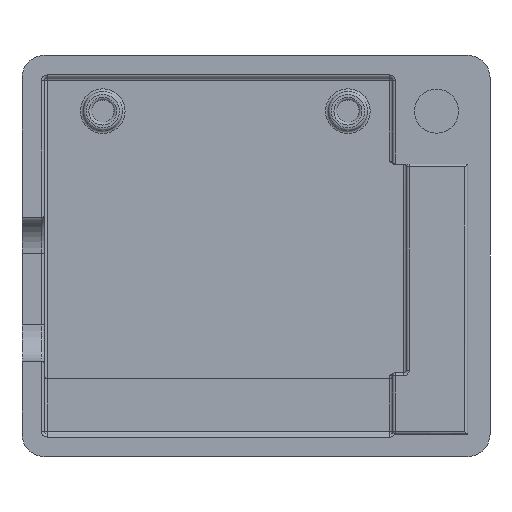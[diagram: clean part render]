
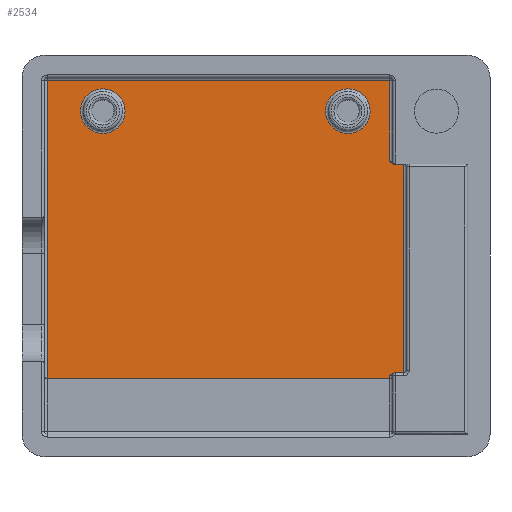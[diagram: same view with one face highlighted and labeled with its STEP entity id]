
A CAD part, front view. The second image highlights one B-rep face of the part: STEP entity #2534.
In plain terms, the highlighted planar face has unit normal (0, -1, 0).
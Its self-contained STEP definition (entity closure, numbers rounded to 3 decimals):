
#68=FACE_BOUND('',#509,.T.);
#69=FACE_BOUND('',#510,.T.);
#80=B_SPLINE_CURVE_WITH_KNOTS('',3,(#3640,#3641,#3642,#3643,#3644,#3645),
 .UNSPECIFIED.,.F.,.F.,(4,2,4),(0.,0.029,0.049),
 .UNSPECIFIED.);
#83=B_SPLINE_CURVE_WITH_KNOTS('',3,(#3812,#3813,#3814,#3815,#3816,#3817),
 .UNSPECIFIED.,.F.,.F.,(4,2,4),(0.126,0.145,0.175),
 .UNSPECIFIED.);
#267=PLANE('',#2773);
#336=FACE_OUTER_BOUND('',#508,.T.);
#508=EDGE_LOOP('',(#1851,#1852,#1853,#1854,#1855,#1856,#1857,#1858,#1859,
#1860));
#509=EDGE_LOOP('',(#1861));
#510=EDGE_LOOP('',(#1862));
#698=CIRCLE('',#2774,2.);
#699=CIRCLE('',#2775,2.);
#771=LINE('',#3564,#891);
#831=LINE('',#3824,#951);
#834=LINE('',#3832,#954);
#835=LINE('',#3834,#955);
#836=LINE('',#3837,#956);
#837=LINE('',#3839,#957);
#838=LINE('',#3841,#958);
#839=LINE('',#3842,#959);
#891=VECTOR('',#2943,10.);
#951=VECTOR('',#3173,10.);
#954=VECTOR('',#3184,10.);
#955=VECTOR('',#3187,10.);
#956=VECTOR('',#3190,10.);
#957=VECTOR('',#3191,10.);
#958=VECTOR('',#3192,10.);
#959=VECTOR('',#3193,10.);
#1017=VERTEX_POINT('',#3550);
#1022=VERTEX_POINT('',#3562);
#1041=VERTEX_POINT('',#3622);
#1047=VERTEX_POINT('',#3638);
#1048=VERTEX_POINT('',#3639);
#1097=VERTEX_POINT('',#3811);
#1099=VERTEX_POINT('',#3822);
#1101=VERTEX_POINT('',#3836);
#1102=VERTEX_POINT('',#3838);
#1103=VERTEX_POINT('',#3840);
#1104=VERTEX_POINT('',#3843);
#1105=VERTEX_POINT('',#3845);
#1262=EDGE_CURVE('',#1017,#1022,#771,.T.);
#1299=EDGE_CURVE('',#1047,#1048,#80,.F.);
#1372=EDGE_CURVE('',#1097,#1022,#83,.F.);
#1376=EDGE_CURVE('',#1099,#1097,#831,.T.);
#1380=EDGE_CURVE('',#1017,#1041,#834,.T.);
#1381=EDGE_CURVE('',#1047,#1041,#835,.T.);
#1382=EDGE_CURVE('',#1101,#1099,#836,.T.);
#1383=EDGE_CURVE('',#1102,#1101,#837,.T.);
#1384=EDGE_CURVE('',#1103,#1102,#838,.T.);
#1385=EDGE_CURVE('',#1048,#1103,#839,.T.);
#1386=EDGE_CURVE('',#1104,#1104,#698,.T.);
#1387=EDGE_CURVE('',#1105,#1105,#699,.T.);
#1851=ORIENTED_EDGE('',*,*,#1380,.F.);
#1852=ORIENTED_EDGE('',*,*,#1262,.T.);
#1853=ORIENTED_EDGE('',*,*,#1372,.F.);
#1854=ORIENTED_EDGE('',*,*,#1376,.F.);
#1855=ORIENTED_EDGE('',*,*,#1382,.F.);
#1856=ORIENTED_EDGE('',*,*,#1383,.F.);
#1857=ORIENTED_EDGE('',*,*,#1384,.F.);
#1858=ORIENTED_EDGE('',*,*,#1385,.F.);
#1859=ORIENTED_EDGE('',*,*,#1299,.F.);
#1860=ORIENTED_EDGE('',*,*,#1381,.T.);
#1861=ORIENTED_EDGE('',*,*,#1386,.F.);
#1862=ORIENTED_EDGE('',*,*,#1387,.F.);
#2534=ADVANCED_FACE('',(#336,#68,#69),#267,.F.);
#2773=AXIS2_PLACEMENT_3D('',#3835,#3188,#3189);
#2774=AXIS2_PLACEMENT_3D('',#3844,#3194,#3195);
#2775=AXIS2_PLACEMENT_3D('',#3846,#3196,#3197);
#2943=DIRECTION('',(-1.,0.,0.));
#3173=DIRECTION('',(0.,0.,-1.));
#3184=DIRECTION('',(0.,0.,-1.));
#3187=DIRECTION('',(1.,0.,0.));
#3188=DIRECTION('center_axis',(0.,1.,0.));
#3189=DIRECTION('ref_axis',(0.,0.,1.));
#3190=DIRECTION('',(1.,0.,0.));
#3191=DIRECTION('',(0.,0.,1.));
#3192=DIRECTION('',(-1.,0.,0.));
#3193=DIRECTION('',(0.,0.,-1.));
#3194=DIRECTION('center_axis',(0.,-1.,0.));
#3195=DIRECTION('ref_axis',(1.,0.,0.));
#3196=DIRECTION('center_axis',(0.,-1.,0.));
#3197=DIRECTION('ref_axis',(1.,0.,0.));
#3550=CARTESIAN_POINT('',(13.25,17.,8.25));
#3562=CARTESIAN_POINT('',(12.433,17.,8.25));
#3564=CARTESIAN_POINT('',(9.5,17.,8.25));
#3622=CARTESIAN_POINT('',(13.25,17.,-10.5));
#3638=CARTESIAN_POINT('',(12.433,17.,-10.5));
#3639=CARTESIAN_POINT('',(12.,17.,-10.75));
#3640=CARTESIAN_POINT('Ctrl Pts',(12.,17.,-10.75));
#3641=CARTESIAN_POINT('Ctrl Pts',(12.069,17.,-10.681));
#3642=CARTESIAN_POINT('Ctrl Pts',(12.154,17.,-10.599));
#3643=CARTESIAN_POINT('Ctrl Pts',(12.296,17.,-10.522));
#3644=CARTESIAN_POINT('Ctrl Pts',(12.369,17.,-10.5));
#3645=CARTESIAN_POINT('Ctrl Pts',(12.433,17.,-10.5));
#3811=CARTESIAN_POINT('',(12.,17.,8.5));
#3812=CARTESIAN_POINT('Ctrl Pts',(12.433,17.,8.25));
#3813=CARTESIAN_POINT('Ctrl Pts',(12.369,17.,8.25));
#3814=CARTESIAN_POINT('Ctrl Pts',(12.296,17.,8.272));
#3815=CARTESIAN_POINT('Ctrl Pts',(12.154,17.,8.349));
#3816=CARTESIAN_POINT('Ctrl Pts',(12.069,17.,8.431));
#3817=CARTESIAN_POINT('Ctrl Pts',(12.,17.,8.5));
#3822=CARTESIAN_POINT('',(12.,17.,15.75));
#3824=CARTESIAN_POINT('',(12.,17.,4.125));
#3832=CARTESIAN_POINT('',(13.25,17.,4.125));
#3834=CARTESIAN_POINT('',(13.938,17.,-10.5));
#3835=CARTESIAN_POINT('Origin',(0.,17.,0.));
#3836=CARTESIAN_POINT('',(-18.75,17.,15.75));
#3837=CARTESIAN_POINT('',(-9.5,17.,15.75));
#3838=CARTESIAN_POINT('',(-18.75,17.,-15.75));
#3839=CARTESIAN_POINT('',(-18.75,17.,-8.));
#3840=CARTESIAN_POINT('',(12.,17.,-15.75));
#3841=CARTESIAN_POINT('',(9.5,17.,-15.75));
#3842=CARTESIAN_POINT('',(12.,17.,-5.25));
#3843=CARTESIAN_POINT('',(-13.75,17.,11.));
#3844=CARTESIAN_POINT('Origin',(-13.75,17.,13.));
#3845=CARTESIAN_POINT('',(8.25,17.,11.));
#3846=CARTESIAN_POINT('Origin',(8.25,17.,13.));
